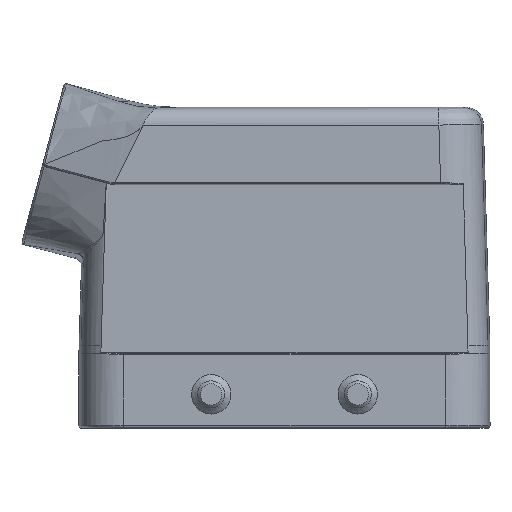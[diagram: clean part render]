
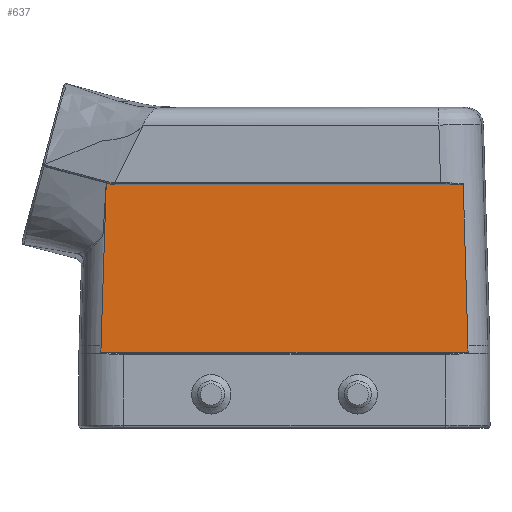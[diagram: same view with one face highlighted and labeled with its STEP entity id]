
A CAD part, left-side view. The second image highlights one B-rep face of the part: STEP entity #637.
In plain terms, the highlighted planar face has unit normal (-1, 0, 0.012).
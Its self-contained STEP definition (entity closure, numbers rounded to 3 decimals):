
#288=FACE_OUTER_BOUND('',#1378,.T.);
#637=ADVANCED_FACE('',(#288),#914,.F.);
#914=PLANE('',#4387);
#1001=ELLIPSE('',#4385,5.363,5.29);
#1002=ELLIPSE('',#4386,5.363,5.29);
#1090=B_SPLINE_CURVE_WITH_KNOTS('',3,(#6353,#6354,#6355,#6356),
 .UNSPECIFIED.,.F.,.F.,(4,4),(0.,1.),.UNSPECIFIED.);
#1091=B_SPLINE_CURVE_WITH_KNOTS('',3,(#6358,#6359,#6360,#6361,#6362,#6363,
#6364,#6365,#6366,#6367,#6368,#6369,#6370,#6371,#6372,#6373),
 .UNSPECIFIED.,.F.,.F.,(4,3,3,3,3,4),(0.,0.434,0.621,
0.811,0.924,1.),.UNSPECIFIED.);
#1092=B_SPLINE_CURVE_WITH_KNOTS('',3,(#6375,#6376,#6377,#6378,#6379,#6380,
#6381),.UNSPECIFIED.,.F.,.F.,(4,3,4),(0.,0.873,1.),
 .UNSPECIFIED.);
#1093=B_SPLINE_CURVE_WITH_KNOTS('',3,(#6385,#6386,#6387,#6388,#6389,#6390,
#6391,#6392,#6393,#6394,#6395,#6396,#6397,#6398,#6399,#6400),
 .UNSPECIFIED.,.F.,.F.,(4,3,3,3,3,4),(0.,0.103,0.205,
0.354,0.61,1.),.UNSPECIFIED.);
#1094=B_SPLINE_CURVE_WITH_KNOTS('',3,(#6410,#6411,#6412,#6413),
 .UNSPECIFIED.,.F.,.F.,(4,4),(0.,1.),.UNSPECIFIED.);
#1095=B_SPLINE_CURVE_WITH_KNOTS('',3,(#6415,#6416,#6417,#6418,#6419,#6420,
#6421,#6422,#6423,#6424,#6425,#6426,#6427,#6428,#6429,#6430,#6431,#6432,
#6433),.UNSPECIFIED.,.F.,.F.,(4,3,3,3,3,3,4),(0.,0.038,0.15,
0.287,0.494,0.863,1.),.UNSPECIFIED.);
#1096=B_SPLINE_CURVE_WITH_KNOTS('',3,(#6435,#6436,#6437,#6438),
 .UNSPECIFIED.,.F.,.F.,(4,4),(0.,1.),.UNSPECIFIED.);
#1378=EDGE_LOOP('',(#1786,#1787,#1788,#1789,#1790,#1791,#1792,#1793,#1794,
#1795,#1796,#1797,#1798));
#1786=ORIENTED_EDGE('',*,*,#3408,.F.);
#1787=ORIENTED_EDGE('',*,*,#3409,.T.);
#1788=ORIENTED_EDGE('',*,*,#3410,.T.);
#1789=ORIENTED_EDGE('',*,*,#3411,.F.);
#1790=ORIENTED_EDGE('',*,*,#3412,.F.);
#1791=ORIENTED_EDGE('',*,*,#3413,.T.);
#1792=ORIENTED_EDGE('',*,*,#3414,.T.);
#1793=ORIENTED_EDGE('',*,*,#3415,.T.);
#1794=ORIENTED_EDGE('',*,*,#3416,.T.);
#1795=ORIENTED_EDGE('',*,*,#3417,.F.);
#1796=ORIENTED_EDGE('',*,*,#3418,.F.);
#1797=ORIENTED_EDGE('',*,*,#3419,.T.);
#1798=ORIENTED_EDGE('',*,*,#3420,.T.);
#3008=VERTEX_POINT('',#6351);
#3009=VERTEX_POINT('',#6352);
#3010=VERTEX_POINT('',#6357);
#3011=VERTEX_POINT('',#6374);
#3012=VERTEX_POINT('',#6382);
#3013=VERTEX_POINT('',#6384);
#3014=VERTEX_POINT('',#6401);
#3015=VERTEX_POINT('',#6403);
#3016=VERTEX_POINT('',#6405);
#3017=VERTEX_POINT('',#6407);
#3018=VERTEX_POINT('',#6409);
#3019=VERTEX_POINT('',#6414);
#3020=VERTEX_POINT('',#6434);
#3408=EDGE_CURVE('',#3008,#3009,#4001,.T.);
#3409=EDGE_CURVE('',#3008,#3010,#1090,.T.);
#3410=EDGE_CURVE('',#3010,#3011,#1091,.T.);
#3411=EDGE_CURVE('',#3012,#3011,#1092,.T.);
#3412=EDGE_CURVE('',#3013,#3012,#4002,.T.);
#3413=EDGE_CURVE('',#3013,#3014,#1093,.T.);
#3414=EDGE_CURVE('',#3014,#3015,#4003,.T.);
#3415=EDGE_CURVE('',#3015,#3016,#1001,.T.);
#3416=EDGE_CURVE('',#3016,#3017,#1002,.T.);
#3417=EDGE_CURVE('',#3018,#3017,#4004,.T.);
#3418=EDGE_CURVE('',#3019,#3018,#1094,.T.);
#3419=EDGE_CURVE('',#3019,#3020,#1095,.T.);
#3420=EDGE_CURVE('',#3020,#3009,#1096,.T.);
#4001=LINE('',#6350,#4205);
#4002=LINE('',#6383,#4206);
#4003=LINE('',#6402,#4207);
#4004=LINE('',#6408,#4208);
#4205=VECTOR('',#4908,1.);
#4206=VECTOR('',#4909,1.);
#4207=VECTOR('',#4910,1.);
#4208=VECTOR('',#4915,1.);
#4385=AXIS2_PLACEMENT_3D('',#6404,#4911,#4912);
#4386=AXIS2_PLACEMENT_3D('',#6406,#4913,#4914);
#4387=AXIS2_PLACEMENT_3D('',#6439,#4916,#4917);
#4908=DIRECTION('',(0.,1.,0.));
#4909=DIRECTION('',(-0.012,-0.029,-1.));
#4910=DIRECTION('',(0.,1.,0.));
#4911=DIRECTION('',(1.,0.,-0.012));
#4912=DIRECTION('',(-0.012,0.182,-0.983));
#4913=DIRECTION('',(1.,0.,-0.012));
#4914=DIRECTION('',(-0.012,0.182,-0.983));
#4915=DIRECTION('',(0.012,-0.029,1.));
#4916=DIRECTION('',(1.,0.,-0.012));
#4917=DIRECTION('',(0.012,0.,1.));
#6350=CARTESIAN_POINT('',(-20.268,6.054,13.545));
#6351=CARTESIAN_POINT('',(-20.268,-32.22,13.545));
#6352=CARTESIAN_POINT('',(-20.268,32.22,13.545));
#6353=CARTESIAN_POINT('',(-20.268,-32.22,13.545));
#6354=CARTESIAN_POINT('',(-20.268,-32.243,13.545));
#6355=CARTESIAN_POINT('',(-20.268,-32.266,13.544));
#6356=CARTESIAN_POINT('',(-20.268,-32.288,13.541));
#6357=CARTESIAN_POINT('',(-20.268,-32.288,13.541));
#6358=CARTESIAN_POINT('',(-20.268,-32.288,13.541));
#6359=CARTESIAN_POINT('',(-20.268,-32.336,13.537));
#6360=CARTESIAN_POINT('',(-20.268,-32.384,13.527));
#6361=CARTESIAN_POINT('',(-20.268,-32.428,13.508));
#6362=CARTESIAN_POINT('',(-20.268,-32.448,13.5));
#6363=CARTESIAN_POINT('',(-20.268,-32.466,13.491));
#6364=CARTESIAN_POINT('',(-20.268,-32.483,13.478));
#6365=CARTESIAN_POINT('',(-20.269,-32.5,13.466));
#6366=CARTESIAN_POINT('',(-20.269,-32.516,13.451));
#6367=CARTESIAN_POINT('',(-20.269,-32.527,13.433));
#6368=CARTESIAN_POINT('',(-20.269,-32.534,13.422));
#6369=CARTESIAN_POINT('',(-20.269,-32.539,13.411));
#6370=CARTESIAN_POINT('',(-20.269,-32.542,13.398));
#6371=CARTESIAN_POINT('',(-20.27,-32.544,13.39));
#6372=CARTESIAN_POINT('',(-20.27,-32.545,13.382));
#6373=CARTESIAN_POINT('',(-20.27,-32.545,13.373));
#6374=CARTESIAN_POINT('',(-20.27,-32.545,13.373));
#6375=CARTESIAN_POINT('',(-20.253,-32.526,14.723));
#6376=CARTESIAN_POINT('',(-20.258,-32.537,14.33));
#6377=CARTESIAN_POINT('',(-20.263,-32.544,13.937));
#6378=CARTESIAN_POINT('',(-20.268,-32.545,13.545));
#6379=CARTESIAN_POINT('',(-20.268,-32.545,13.487));
#6380=CARTESIAN_POINT('',(-20.269,-32.545,13.43));
#6381=CARTESIAN_POINT('',(-20.27,-32.545,13.373));
#6382=CARTESIAN_POINT('',(-20.253,-32.526,14.723));
#6383=CARTESIAN_POINT('',(-20.413,-32.907,1.637));
#6384=CARTESIAN_POINT('',(-19.903,-31.689,43.43));
#6385=CARTESIAN_POINT('',(-19.903,-31.689,43.43));
#6386=CARTESIAN_POINT('',(-19.903,-31.69,43.415));
#6387=CARTESIAN_POINT('',(-19.903,-31.687,43.401));
#6388=CARTESIAN_POINT('',(-19.903,-31.682,43.388));
#6389=CARTESIAN_POINT('',(-19.903,-31.677,43.374));
#6390=CARTESIAN_POINT('',(-19.903,-31.669,43.362));
#6391=CARTESIAN_POINT('',(-19.903,-31.66,43.351));
#6392=CARTESIAN_POINT('',(-19.904,-31.647,43.335));
#6393=CARTESIAN_POINT('',(-19.904,-31.63,43.322));
#6394=CARTESIAN_POINT('',(-19.904,-31.613,43.311));
#6395=CARTESIAN_POINT('',(-19.904,-31.583,43.293));
#6396=CARTESIAN_POINT('',(-19.904,-31.549,43.28));
#6397=CARTESIAN_POINT('',(-19.904,-31.515,43.271));
#6398=CARTESIAN_POINT('',(-19.905,-31.463,43.257));
#6399=CARTESIAN_POINT('',(-19.905,-31.409,43.252));
#6400=CARTESIAN_POINT('',(-19.905,-31.355,43.252));
#6401=CARTESIAN_POINT('',(-19.905,-31.355,43.252));
#6402=CARTESIAN_POINT('',(-19.905,-78.604,43.252));
#6403=CARTESIAN_POINT('',(-19.905,29.858,43.252));
#6404=CARTESIAN_POINT('',(-19.839,29.832,48.612));
#6405=CARTESIAN_POINT('',(-19.902,31.337,43.466));
#6406=CARTESIAN_POINT('',(-19.839,29.832,48.612));
#6407=CARTESIAN_POINT('',(-19.945,31.608,43.561));
#6408=CARTESIAN_POINT('',(-20.253,32.526,14.723));
#6409=CARTESIAN_POINT('',(-20.253,32.526,14.723));
#6410=CARTESIAN_POINT('',(-20.27,32.545,13.373));
#6411=CARTESIAN_POINT('',(-20.264,32.545,13.823));
#6412=CARTESIAN_POINT('',(-20.259,32.539,14.273));
#6413=CARTESIAN_POINT('',(-20.253,32.526,14.723));
#6414=CARTESIAN_POINT('',(-20.27,32.545,13.373));
#6415=CARTESIAN_POINT('',(-20.27,32.545,13.373));
#6416=CARTESIAN_POINT('',(-20.27,32.545,13.377));
#6417=CARTESIAN_POINT('',(-20.27,32.545,13.381));
#6418=CARTESIAN_POINT('',(-20.27,32.545,13.386));
#6419=CARTESIAN_POINT('',(-20.269,32.543,13.398));
#6420=CARTESIAN_POINT('',(-20.269,32.539,13.41));
#6421=CARTESIAN_POINT('',(-20.269,32.534,13.422));
#6422=CARTESIAN_POINT('',(-20.269,32.527,13.435));
#6423=CARTESIAN_POINT('',(-20.269,32.518,13.448));
#6424=CARTESIAN_POINT('',(-20.269,32.507,13.459));
#6425=CARTESIAN_POINT('',(-20.268,32.49,13.475));
#6426=CARTESIAN_POINT('',(-20.268,32.471,13.488));
#6427=CARTESIAN_POINT('',(-20.268,32.45,13.498));
#6428=CARTESIAN_POINT('',(-20.268,32.414,13.517));
#6429=CARTESIAN_POINT('',(-20.268,32.374,13.528));
#6430=CARTESIAN_POINT('',(-20.268,32.334,13.535));
#6431=CARTESIAN_POINT('',(-20.268,32.318,13.538));
#6432=CARTESIAN_POINT('',(-20.268,32.303,13.54));
#6433=CARTESIAN_POINT('',(-20.268,32.288,13.541));
#6434=CARTESIAN_POINT('',(-20.268,32.288,13.541));
#6435=CARTESIAN_POINT('',(-20.268,32.288,13.541));
#6436=CARTESIAN_POINT('',(-20.268,32.266,13.544));
#6437=CARTESIAN_POINT('',(-20.268,32.243,13.545));
#6438=CARTESIAN_POINT('',(-20.268,32.22,13.545));
#6439=CARTESIAN_POINT('',(-20.27,-78.604,13.385));
